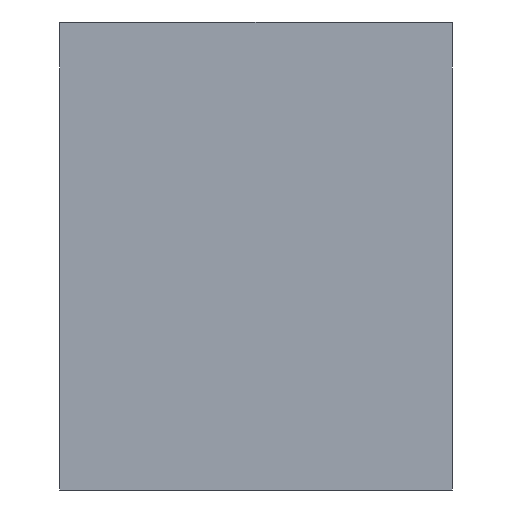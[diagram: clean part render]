
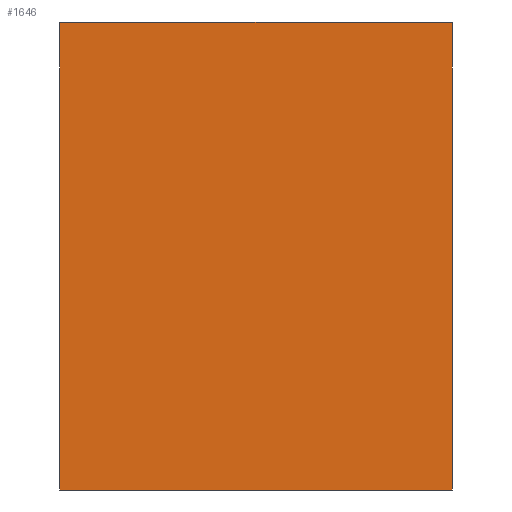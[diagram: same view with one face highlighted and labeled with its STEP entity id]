
A CAD part, front view. The second image highlights one B-rep face of the part: STEP entity #1646.
In plain terms, the highlighted planar face has unit normal (0, -1, 0).
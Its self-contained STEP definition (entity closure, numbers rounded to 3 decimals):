
#49 = CARTESIAN_POINT ( 'NONE',  ( -28.5, -17.1, -34. ) ) ;
#50 = DIRECTION ( 'NONE',  ( 0., 0., -1. ) ) ;
#54 = CARTESIAN_POINT ( 'NONE',  ( -14.25, -17.1, 34. ) ) ;
#228 = DIRECTION ( 'NONE',  ( -1., 0., 0. ) ) ;
#247 = EDGE_CURVE ( 'Defeature ausgef�hrt1_50+Defeature ausgef�hrt1_53+Defeature ausgef�hrt1_49+Defeature ausgef�hrt1_51', #1583, #1184, #1429, .T. ) ;
#331 = CARTESIAN_POINT ( 'NONE',  ( 28.5, -17.1, 34. ) ) ;
#494 = LINE ( 'NONE', #728, #1548 ) ;
#603 = DIRECTION ( 'NONE',  ( 0., 0., 1. ) ) ;
#646 = VECTOR ( 'NONE', #978, 1000. ) ;
#676 = EDGE_CURVE ( 'Defeature ausgef�hrt1_49+Defeature ausgef�hrt1_53+Defeature ausgef�hrt1_52+Defeature ausgef�hrt1_50', #1162, #1583, #494, .T. ) ;
#691 = CARTESIAN_POINT ( 'NONE',  ( -28.5, -17.1, 34. ) ) ;
#706 = ORIENTED_EDGE ( 'NONE', *, *, #247, .F. ) ;
#709 = CARTESIAN_POINT ( 'NONE',  ( -28.5, -17.1, -17. ) ) ;
#728 = CARTESIAN_POINT ( 'NONE',  ( 28.5, -17.1, -17. ) ) ;
#786 = ORIENTED_EDGE ( 'NONE', *, *, #676, .F. ) ;
#797 = EDGE_LOOP ( 'NONE', ( #1554, #706, #786, #1119 ) ) ;
#978 = DIRECTION ( 'NONE',  ( 1., 0., 0. ) ) ;
#1117 = LINE ( 'NONE', #709, #1318 ) ;
#1119 = ORIENTED_EDGE ( 'NONE', *, *, #1256, .F. ) ;
#1162 = VERTEX_POINT ( 'NONE', #331 ) ;
#1183 = CARTESIAN_POINT ( 'NONE',  ( -14.25, -17.1, -34. ) ) ;
#1184 = VERTEX_POINT ( 'NONE', #49 ) ;
#1249 = VECTOR ( 'NONE', #228, 1000. ) ;
#1251 = DIRECTION ( 'NONE',  ( 0., 1., 0. ) ) ;
#1256 = EDGE_CURVE ( 'Defeature ausgef�hrt1_52+Defeature ausgef�hrt1_53+Defeature ausgef�hrt1_51+Defeature ausgef�hrt1_49', #1721, #1162, #1392, .T. ) ;
#1278 = EDGE_CURVE ( 'Defeature ausgef�hrt1_51+Defeature ausgef�hrt1_53+Defeature ausgef�hrt1_50+Defeature ausgef�hrt1_52', #1184, #1721, #1117, .T. ) ;
#1318 = VECTOR ( 'NONE', #603, 1000. ) ;
#1337 = FACE_OUTER_BOUND ( 'NONE', #797, .T. ) ;
#1392 = LINE ( 'NONE', #54, #646 ) ;
#1416 = AXIS2_PLACEMENT_3D ( 'NONE', #1753, #1251, #1642 ) ;
#1429 = LINE ( 'NONE', #1183, #1249 ) ;
#1475 = PLANE ( 'NONE',  #1416 ) ;
#1548 = VECTOR ( 'NONE', #50, 1000. ) ;
#1554 = ORIENTED_EDGE ( 'NONE', *, *, #1278, .F. ) ;
#1577 = CARTESIAN_POINT ( 'NONE',  ( 28.5, -17.1, -34. ) ) ;
#1583 = VERTEX_POINT ( 'NONE', #1577 ) ;
#1642 = DIRECTION ( 'NONE',  ( 0., 0., 1. ) ) ;
#1646 = ADVANCED_FACE ( 'Defeature ausgef�hrt1_53', ( #1337 ), #1475, .F. ) ;
#1721 = VERTEX_POINT ( 'NONE', #691 ) ;
#1753 = CARTESIAN_POINT ( 'NONE',  ( -14.25, -17.1, -17. ) ) ;
